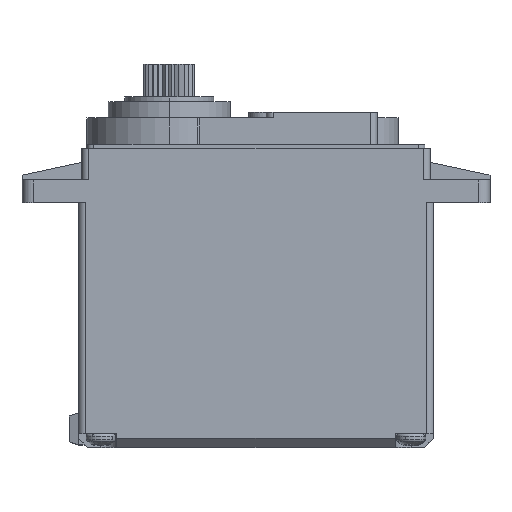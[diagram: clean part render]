
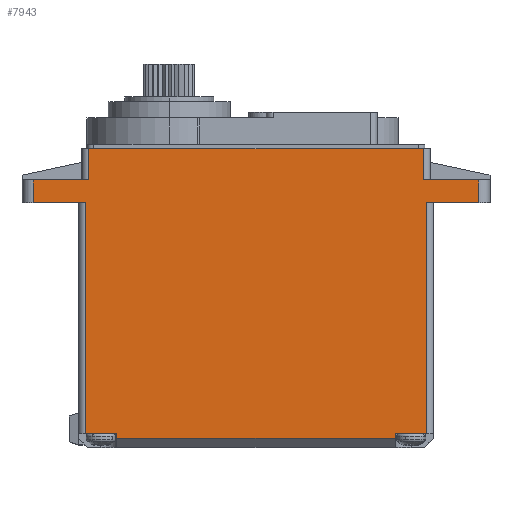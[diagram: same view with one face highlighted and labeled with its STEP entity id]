
A CAD part, top view. The second image highlights one B-rep face of the part: STEP entity #7943.
In plain terms, the highlighted planar face has unit normal (0, 0, 1).
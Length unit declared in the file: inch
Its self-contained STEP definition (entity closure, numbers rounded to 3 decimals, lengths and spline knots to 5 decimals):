
#133 = CARTESIAN_POINT ( 'NONE',  ( -0.7615, 0.06, 0. ) ) ;
#184 = LINE ( 'NONE', #7590, #11530 ) ;
#343 = EDGE_CURVE ( 'NONE', #7317, #2322, #3977, .T. ) ;
#389 = LINE ( 'NONE', #1957, #3838 ) ;
#520 = VECTOR ( 'NONE', #7718, 39.37008 ) ;
#600 = LINE ( 'NONE', #5562, #1623 ) ;
#697 = DIRECTION ( 'NONE',  ( 0., 1., 0. ) ) ;
#816 = CARTESIAN_POINT ( 'NONE',  ( 0.6215, 0.04, 0. ) ) ;
#932 = VECTOR ( 'NONE', #2774, 39.37008 ) ;
#1095 = VECTOR ( 'NONE', #697, 39.37008 ) ;
#1112 = ORIENTED_EDGE ( 'NONE', *, *, #10458, .F. ) ;
#1251 = EDGE_CURVE ( 'NONE', #11221, #6495, #6287, .T. ) ;
#1329 = EDGE_CURVE ( 'NONE', #11795, #6552, #3365, .T. ) ;
#1381 = ORIENTED_EDGE ( 'NONE', *, *, #4744, .T. ) ;
#1479 = CARTESIAN_POINT ( 'NONE',  ( 0.747, 1.092, 0. ) ) ;
#1513 = LINE ( 'NONE', #2676, #8540 ) ;
#1520 = LINE ( 'NONE', #2600, #1798 ) ;
#1546 = VERTEX_POINT ( 'NONE', #9736 ) ;
#1623 = VECTOR ( 'NONE', #11053, 39.37008 ) ;
#1798 = VECTOR ( 'NONE', #5336, 39.37008 ) ;
#1881 = EDGE_CURVE ( 'NONE', #11795, #11221, #1520, .T. ) ;
#1957 = CARTESIAN_POINT ( 'NONE',  ( -0.747, 1.092, 0. ) ) ;
#1992 = VECTOR ( 'NONE', #10834, 39.37008 ) ;
#2061 = CARTESIAN_POINT ( 'NONE',  ( 0.994, 1.092, 0. ) ) ;
#2120 = LINE ( 'NONE', #1479, #9134 ) ;
#2199 = ORIENTED_EDGE ( 'NONE', *, *, #5744, .T. ) ;
#2284 = LINE ( 'NONE', #816, #1992 ) ;
#2322 = VERTEX_POINT ( 'NONE', #10076 ) ;
#2369 = VECTOR ( 'NONE', #7555, 39.37008 ) ;
#2452 = ORIENTED_EDGE ( 'NONE', *, *, #5645, .T. ) ;
#2600 = CARTESIAN_POINT ( 'NONE',  ( 0., 0.06, 0. ) ) ;
#2667 = DIRECTION ( 'NONE',  ( -1., 0., 0. ) ) ;
#2676 = CARTESIAN_POINT ( 'NONE',  ( -1.044, 1.092, 0. ) ) ;
#2774 = DIRECTION ( 'NONE',  ( 0., -1., 0. ) ) ;
#2884 = VERTEX_POINT ( 'NONE', #133 ) ;
#3189 = VERTEX_POINT ( 'NONE', #6679 ) ;
#3317 = DIRECTION ( 'NONE',  ( 0., -1., 0. ) ) ;
#3365 = LINE ( 'NONE', #10758, #1095 ) ;
#3745 = EDGE_CURVE ( 'NONE', #8174, #6495, #2284, .T. ) ;
#3760 = FACE_OUTER_BOUND ( 'NONE', #10574, .T. ) ;
#3838 = VECTOR ( 'NONE', #4745, 39.37008 ) ;
#3841 = VECTOR ( 'NONE', #6623, 39.37008 ) ;
#3974 = ORIENTED_EDGE ( 'NONE', *, *, #5472, .T. ) ;
#3977 = LINE ( 'NONE', #4274, #3841 ) ;
#4065 = CARTESIAN_POINT ( 'NONE',  ( 0.6215, 0.06, 0. ) ) ;
#4089 = CARTESIAN_POINT ( 'NONE',  ( -0.7615, 1.092, 0. ) ) ;
#4107 = CARTESIAN_POINT ( 'NONE',  ( 0.6215, 0.04, 0. ) ) ;
#4173 = CARTESIAN_POINT ( 'NONE',  ( 0.7615, 0.06, 0. ) ) ;
#4274 = CARTESIAN_POINT ( 'NONE',  ( -1.044, 1.193, 0. ) ) ;
#4283 = ORIENTED_EDGE ( 'NONE', *, *, #9189, .T. ) ;
#4407 = ORIENTED_EDGE ( 'NONE', *, *, #1329, .T. ) ;
#4542 = AXIS2_PLACEMENT_3D ( 'NONE', #9153, #4610, #5519 ) ;
#4543 = DIRECTION ( 'NONE',  ( 1., 0., 0. ) ) ;
#4578 = EDGE_CURVE ( 'NONE', #10166, #4735, #389, .T. ) ;
#4610 = DIRECTION ( 'NONE',  ( 0., 0., -1. ) ) ;
#4735 = VERTEX_POINT ( 'NONE', #5162 ) ;
#4744 = EDGE_CURVE ( 'NONE', #7317, #9889, #2120, .T. ) ;
#4745 = DIRECTION ( 'NONE',  ( 0., -1., 0. ) ) ;
#4796 = CARTESIAN_POINT ( 'NONE',  ( -1.044, 1.092, 0. ) ) ;
#4797 = CARTESIAN_POINT ( 'NONE',  ( -0.6215, 0.06, 0. ) ) ;
#4812 = ORIENTED_EDGE ( 'NONE', *, *, #11056, .T. ) ;
#4938 = VECTOR ( 'NONE', #2667, 39.37008 ) ;
#5162 = CARTESIAN_POINT ( 'NONE',  ( -0.747, 1.193, 0. ) ) ;
#5336 = DIRECTION ( 'NONE',  ( -1., 0., 0. ) ) ;
#5472 = EDGE_CURVE ( 'NONE', #6552, #3189, #9427, .T. ) ;
#5501 = ORIENTED_EDGE ( 'NONE', *, *, #4578, .T. ) ;
#5519 = DIRECTION ( 'NONE',  ( -1., 0., 0. ) ) ;
#5562 = CARTESIAN_POINT ( 'NONE',  ( -1.044, 1.193, 0. ) ) ;
#5645 = EDGE_CURVE ( 'NONE', #9272, #8174, #5979, .T. ) ;
#5744 = EDGE_CURVE ( 'NONE', #1546, #9865, #1513, .T. ) ;
#5979 = LINE ( 'NONE', #10092, #8813 ) ;
#6081 = CARTESIAN_POINT ( 'NONE',  ( -0.6215, 0.04, 0. ) ) ;
#6287 = LINE ( 'NONE', #9643, #11150 ) ;
#6495 = VERTEX_POINT ( 'NONE', #4107 ) ;
#6552 = VERTEX_POINT ( 'NONE', #10591 ) ;
#6623 = DIRECTION ( 'NONE',  ( 1., 0., 0. ) ) ;
#6679 = CARTESIAN_POINT ( 'NONE',  ( 0.994, 1.092, 0. ) ) ;
#6723 = VECTOR ( 'NONE', #10261, 39.37008 ) ;
#6983 = CARTESIAN_POINT ( 'NONE',  ( -0.994, 1.193, 0. ) ) ;
#7317 = VERTEX_POINT ( 'NONE', #8891 ) ;
#7455 = ORIENTED_EDGE ( 'NONE', *, *, #3745, .T. ) ;
#7538 = LINE ( 'NONE', #2061, #2369 ) ;
#7555 = DIRECTION ( 'NONE',  ( 0., 1., 0. ) ) ;
#7590 = CARTESIAN_POINT ( 'NONE',  ( -0.994, 1.092, 0. ) ) ;
#7597 = ORIENTED_EDGE ( 'NONE', *, *, #11005, .T. ) ;
#7653 = CARTESIAN_POINT ( 'NONE',  ( -0.747, 1.332, 0. ) ) ;
#7718 = DIRECTION ( 'NONE',  ( 1., 0., 0. ) ) ;
#7876 = EDGE_CURVE ( 'NONE', #11927, #4735, #600, .T. ) ;
#7943 = ADVANCED_FACE ( 'NONE', ( #3760 ), #10963, .F. ) ;
#8011 = CARTESIAN_POINT ( 'NONE',  ( 0.747, 1.332, 0. ) ) ;
#8154 = ORIENTED_EDGE ( 'NONE', *, *, #1881, .F. ) ;
#8174 = VERTEX_POINT ( 'NONE', #6081 ) ;
#8197 = CARTESIAN_POINT ( 'NONE',  ( -0.7615, 1.092, 0. ) ) ;
#8213 = DIRECTION ( 'NONE',  ( 0., -1., 0. ) ) ;
#8406 = LINE ( 'NONE', #8197, #932 ) ;
#8540 = VECTOR ( 'NONE', #4543, 39.37008 ) ;
#8813 = VECTOR ( 'NONE', #8213, 39.37008 ) ;
#8887 = EDGE_CURVE ( 'NONE', #9272, #2884, #10799, .T. ) ;
#8891 = CARTESIAN_POINT ( 'NONE',  ( 0.747, 1.193, 0. ) ) ;
#8985 = LINE ( 'NONE', #9666, #520 ) ;
#9005 = CARTESIAN_POINT ( 'NONE',  ( 0., 0.06, 0. ) ) ;
#9134 = VECTOR ( 'NONE', #9718, 39.37008 ) ;
#9153 = CARTESIAN_POINT ( 'NONE',  ( -0.7915, 1.092, 0. ) ) ;
#9189 = EDGE_CURVE ( 'NONE', #11927, #1546, #184, .T. ) ;
#9272 = VERTEX_POINT ( 'NONE', #4797 ) ;
#9427 = LINE ( 'NONE', #4796, #6723 ) ;
#9643 = CARTESIAN_POINT ( 'NONE',  ( 0.6215, 0.06, 0. ) ) ;
#9666 = CARTESIAN_POINT ( 'NONE',  ( -0.747, 1.332, 0. ) ) ;
#9718 = DIRECTION ( 'NONE',  ( 0., 1., 0. ) ) ;
#9736 = CARTESIAN_POINT ( 'NONE',  ( -0.994, 1.092, 0. ) ) ;
#9865 = VERTEX_POINT ( 'NONE', #4089 ) ;
#9889 = VERTEX_POINT ( 'NONE', #8011 ) ;
#10076 = CARTESIAN_POINT ( 'NONE',  ( 0.994, 1.193, 0. ) ) ;
#10092 = CARTESIAN_POINT ( 'NONE',  ( -0.6215, 0.06, 0. ) ) ;
#10166 = VERTEX_POINT ( 'NONE', #7653 ) ;
#10261 = DIRECTION ( 'NONE',  ( 1., 0., 0. ) ) ;
#10458 = EDGE_CURVE ( 'NONE', #10166, #9889, #8985, .T. ) ;
#10574 = EDGE_LOOP ( 'NONE', ( #2452, #7455, #11297, #8154, #4407, #3974, #4812, #11766, #1381, #1112, #5501, #11060, #4283, #2199, #7597, #10697 ) ) ;
#10591 = CARTESIAN_POINT ( 'NONE',  ( 0.7615, 1.092, 0. ) ) ;
#10697 = ORIENTED_EDGE ( 'NONE', *, *, #8887, .F. ) ;
#10758 = CARTESIAN_POINT ( 'NONE',  ( 0.7615, 1.092, 0. ) ) ;
#10799 = LINE ( 'NONE', #9005, #4938 ) ;
#10834 = DIRECTION ( 'NONE',  ( 1., 0., 0. ) ) ;
#10963 = PLANE ( 'NONE',  #4542 ) ;
#11005 = EDGE_CURVE ( 'NONE', #9865, #2884, #8406, .T. ) ;
#11053 = DIRECTION ( 'NONE',  ( 1., 0., 0. ) ) ;
#11056 = EDGE_CURVE ( 'NONE', #3189, #2322, #7538, .T. ) ;
#11060 = ORIENTED_EDGE ( 'NONE', *, *, #7876, .F. ) ;
#11150 = VECTOR ( 'NONE', #3317, 39.37008 ) ;
#11172 = DIRECTION ( 'NONE',  ( 0., -1., 0. ) ) ;
#11221 = VERTEX_POINT ( 'NONE', #4065 ) ;
#11297 = ORIENTED_EDGE ( 'NONE', *, *, #1251, .F. ) ;
#11530 = VECTOR ( 'NONE', #11172, 39.37008 ) ;
#11766 = ORIENTED_EDGE ( 'NONE', *, *, #343, .F. ) ;
#11795 = VERTEX_POINT ( 'NONE', #4173 ) ;
#11927 = VERTEX_POINT ( 'NONE', #6983 ) ;
